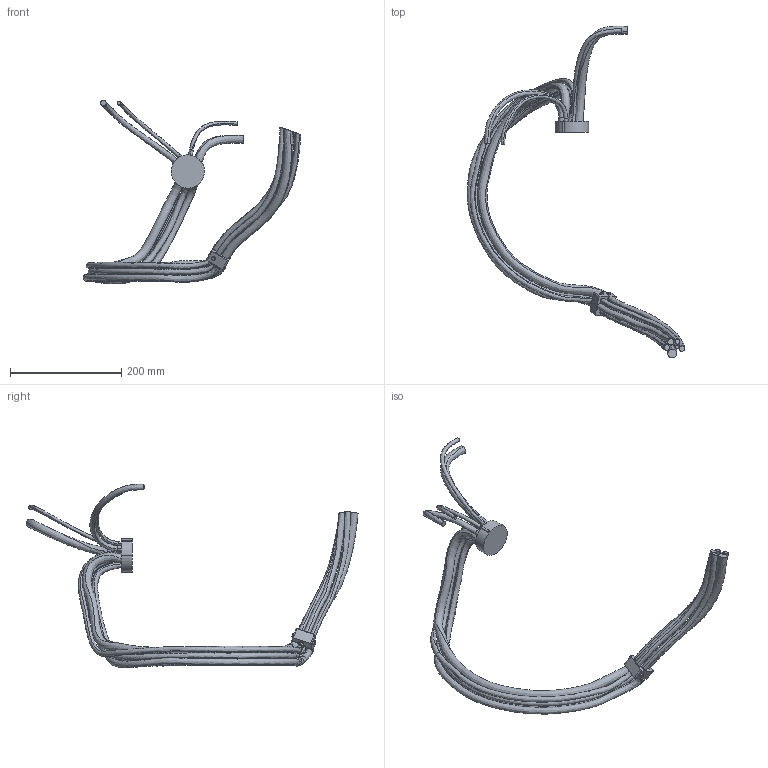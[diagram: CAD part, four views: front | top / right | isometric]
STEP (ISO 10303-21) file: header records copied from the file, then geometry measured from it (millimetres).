
FILE_DESCRIPTION (( 'STEP AP214' ), '1' );
FILE_NAME ('IRB4600_20kg-250_CABLES_LINK1_rev03.STEP', '2016-12-06T10:24:09', ( 'ABB' ), ( 'ABB' ), 'SwSTEP 2.0', 'SolidWorks 2014', '' );
FILE_SCHEMA (( 'AUTOMOTIVE_DESIGN' ));
Length unit declared in the file: millimetre
Products named in the file (1): IRB4600_20kg-250_CABLES_LINK1_rev03
Bounding box: 391.43 x 597.28 x 330.31 mm (x, y, z)
Volume: 733755.8 mm3; surface area: 235486.3 mm2
Topology: 1 solids, 1 shells, 85 faces, 212 edges, 138 vertices
Faces by surface type: bspline 30, plane 25, cylinder 24, cone 6
Entity records: 10557 total; most frequent: CARTESIAN_POINT 8716, ORIENTED_EDGE 424, DIRECTION 308, EDGE_CURVE 212, VERTEX_POINT 138, AXIS2_PLACEMENT_3D 130, EDGE_LOOP 104, ADVANCED_FACE 85
